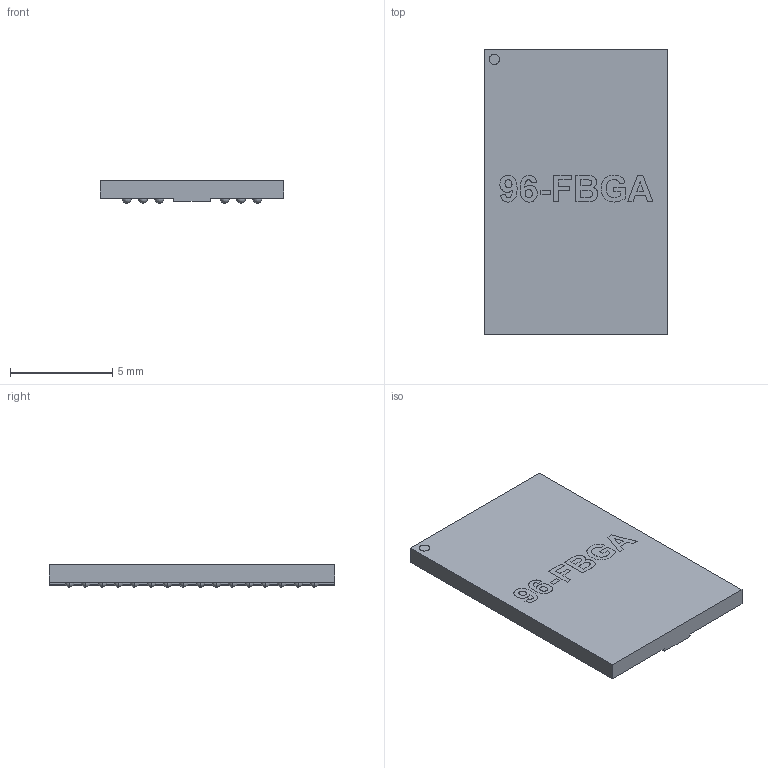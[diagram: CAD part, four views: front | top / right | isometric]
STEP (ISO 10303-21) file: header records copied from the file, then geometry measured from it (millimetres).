
FILE_DESCRIPTION(('FreeCAD Model'),'2;1');
FILE_NAME('FBGA-96_14x9mm.step', '2017-07-07T11:55:54',('kicad StepUp'),('ksu MCAD'), 'Open CASCADE STEP processor 6.8','FreeCAD','Unknown');
FILE_SCHEMA(('AUTOMOTIVE_DESIGN_CC2 { 1 2 10303 214 -1 1 5 4 }'));
Length unit declared in the file: millimetre
Products named in the file (1): FBGA-96_14x9mm
Bounding box: 9 x 14 x 1.1 mm (x, y, z)
Volume: 113.7 mm3; surface area: 314.1 mm2
Topology: 1 solids, 1 shells, 498 faces, 1449 edges, 870 vertices
Faces by surface type: cylinder 196, sphere 192, plane 65, bspline 45
Entity records: 21436 total; most frequent: CARTESIAN_POINT 5351, DIRECTION 2851, ORIENTED_EDGE 2514, EDGE_CURVE 1257, AXIS2_PLACEMENT_3D 1230, VERTEX_POINT 870, CIRCLE 776, FACE_BOUND 607
